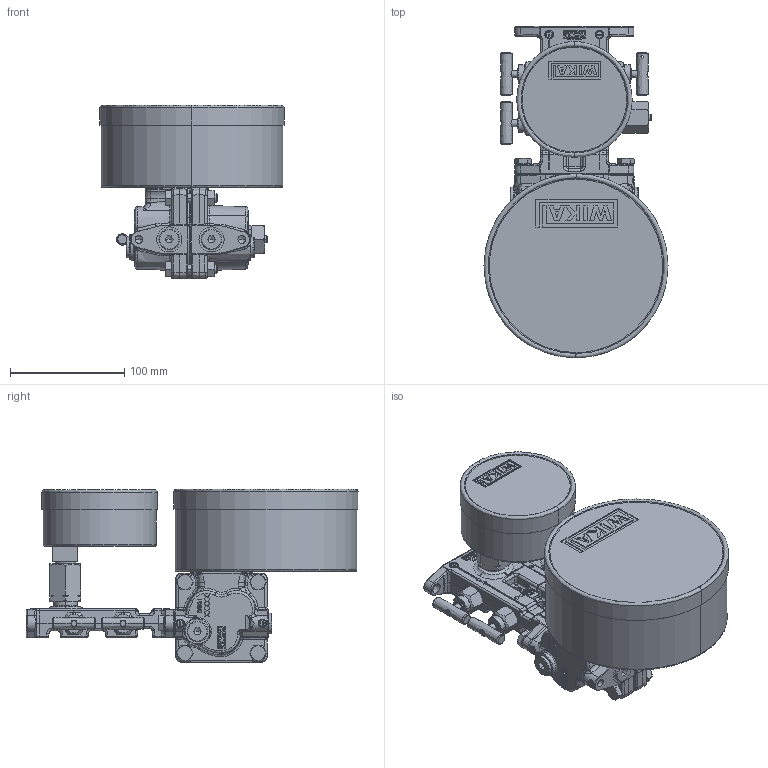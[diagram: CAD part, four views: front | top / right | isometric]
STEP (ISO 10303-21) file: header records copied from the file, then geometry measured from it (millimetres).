
FILE_DESCRIPTION((''),'2;1');
FILE_NAME('712_15_160_MIT_VENTIL_','2011-02-07T',('muenchc'),(''),'PRO/ENGINEER BY PARAMETRIC TECHNOLOGY CORPORATION, 2009380','PRO/ENGINEER BY PARAMETRIC TECHNOLOGY CORPORATION, 2009380','');
FILE_SCHEMA(('AUTOMOTIVE_DESIGN_CC2 { 1 2 10303 214 -1 1 5 2 }'));
Products named in the file (1): 712_15_160_MIT_VENTIL_
Bounding box: 161 x 290.5 x 152 mm (x, y, z)
Volume: 2474828.3 mm3; surface area: 205356.8 mm2
Topology: 1 solids, 2 shells, 2677 faces, 6690 edges, 4141 vertices
Faces by surface type: bspline 2677
Entity records: 144432 total; most frequent: CARTESIAN_POINT 72715, ORIENTED_EDGE 13326, EDGE_CURVE 6663, DIRECTION 6542, VERTEX_POINT 4141, VECTOR 4054, LINE 4054, EDGE_LOOP 2856
